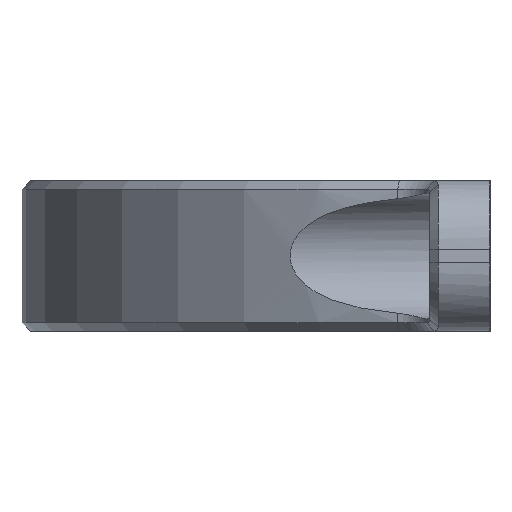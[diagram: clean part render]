
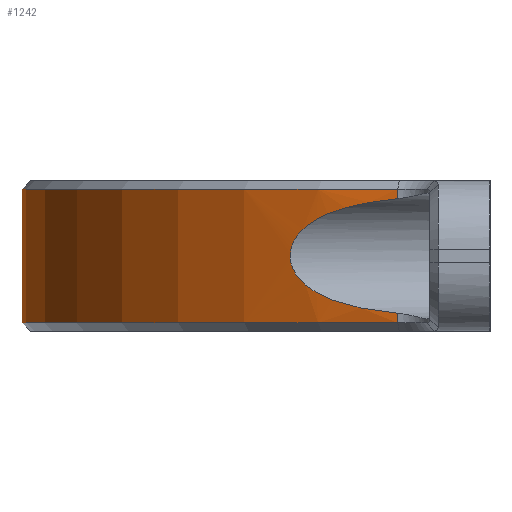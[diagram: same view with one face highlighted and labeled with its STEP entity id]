
A CAD part, left-side view. The second image highlights one B-rep face of the part: STEP entity #1242.
In plain terms, the highlighted cylindrical face has radius 17.45 mm (diameter 34.9 mm), a partial arc.
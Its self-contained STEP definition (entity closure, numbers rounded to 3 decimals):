
#208=CARTESIAN_POINT('',(-17.057,3.683,-2.098));
#209=CARTESIAN_POINT('',(-17.001,3.94,-2.073));
#210=CARTESIAN_POINT('',(-16.885,4.425,-2.015));
#211=CARTESIAN_POINT('',(-16.701,5.071,-1.902));
#212=CARTESIAN_POINT('',(-16.516,5.642,-1.763));
#213=CARTESIAN_POINT('',(-16.337,6.14,-1.595));
#214=CARTESIAN_POINT('',(-16.169,6.568,-1.4));
#215=CARTESIAN_POINT('',(-16.018,6.925,-1.178));
#216=CARTESIAN_POINT('',(-15.891,7.211,
-0.932));
#217=CARTESIAN_POINT('',(-15.793,7.423,
-0.667));
#218=CARTESIAN_POINT('',(-15.728,7.558,
-0.394));
#219=CARTESIAN_POINT('',(-15.699,7.619,
-0.13));
#220=CARTESIAN_POINT('',(-15.699,7.619,0.129));
#221=CARTESIAN_POINT('',(-15.728,7.558,0.394));
#222=CARTESIAN_POINT('',(-15.793,7.423,0.667));
#223=CARTESIAN_POINT('',(-15.891,7.212,0.931));
#224=CARTESIAN_POINT('',(-16.018,6.926,1.178));
#225=CARTESIAN_POINT('',(-16.169,6.568,1.4));
#226=CARTESIAN_POINT('',(-16.337,6.14,1.595));
#227=CARTESIAN_POINT('',(-16.516,5.642,1.763));
#228=CARTESIAN_POINT('',(-16.701,5.071,1.902));
#229=CARTESIAN_POINT('',(-16.885,4.425,2.015));
#230=CARTESIAN_POINT('',(-17.001,3.94,2.073));
#231=CARTESIAN_POINT('',(-17.057,3.683,2.098));
#353=CARTESIAN_POINT('',(0.,0.,-2.45));
#354=DIRECTION('',(0.,0.,1.));
#355=DIRECTION('',(0.952,0.306,0.));
#356=AXIS2_PLACEMENT_3D('',#353,#354,#355);
#358=CARTESIAN_POINT('',(0.,0.,2.45));
#359=DIRECTION('',(0.,0.,-1.));
#360=DIRECTION('',(-0.977,0.211,0.));
#361=AXIS2_PLACEMENT_3D('',#358,#359,#360);
#363=DIRECTION('',(0.,0.,-1.));
#364=VECTOR('',#363,0.352);
#365=CARTESIAN_POINT('',(-17.057,3.683,2.45));
#366=LINE('',#365,#364);
#367=DIRECTION('',(0.,0.,-1.));
#368=VECTOR('',#367,0.352);
#369=CARTESIAN_POINT('',(-17.057,3.683,-2.098));
#370=LINE('',#369,#368);
#458=DIRECTION('',(0.,0.,-1.));
#459=VECTOR('',#458,4.9);
#460=CARTESIAN_POINT('',(16.613,5.341,2.45));
#461=LINE('',#460,#459);
#683=VERTEX_POINT('',#208);
#684=VERTEX_POINT('',#231);
#700=CARTESIAN_POINT('',(16.613,5.341,-2.45));
#702=VERTEX_POINT('',#700);
#707=CARTESIAN_POINT('',(-17.057,3.683,-2.45));
#708=VERTEX_POINT('',#707);
#731=CARTESIAN_POINT('',(-17.057,3.683,2.45));
#732=VERTEX_POINT('',#731);
#735=CARTESIAN_POINT('',(16.613,5.341,2.45));
#736=VERTEX_POINT('',#735);
#1227=CARTESIAN_POINT('',(0.,0.,-3.025));
#1228=DIRECTION('',(0.,0.,1.));
#1229=DIRECTION('',(-1.,0.,0.));
#1230=AXIS2_PLACEMENT_3D('',#1227,#1228,#1229);
#1231=CYLINDRICAL_SURFACE('',#1230,17.45);
#1233=ORIENTED_EDGE('',*,*,#1232,.F.);
#1235=ORIENTED_EDGE('',*,*,#1234,.F.);
#1236=ORIENTED_EDGE('',*,*,#1218,.F.);
#1237=ORIENTED_EDGE('',*,*,#1048,.T.);
#1238=ORIENTED_EDGE('',*,*,#1063,.F.);
#1239=ORIENTED_EDGE('',*,*,#1076,.T.);
#1240=EDGE_LOOP('',(#1233,#1235,#1236,#1237,#1238,#1239));
#1241=FACE_OUTER_BOUND('',#1240,.F.);
#1242=ADVANCED_FACE('',(#1241),#1231,.T.);
#232=B_SPLINE_CURVE_WITH_KNOTS('',3,(#208,#209,#210,#211,#212,#213,#214,#215,
#216,#217,#218,#219,#220,#221,#222,#223,#224,#225,#226,#227,#228,#229,#230,
#231),.UNSPECIFIED.,.F.,.F.,(4,1,1,1,1,1,1,1,1,1,1,1,1,1,1,1,1,1,1,1,1,4),(0.,
0.048,0.095,0.143,0.19,
0.238,0.286,0.333,0.381,
0.429,0.476,0.524,0.571,
0.619,0.667,0.714,0.762,
0.81,0.857,0.905,0.952,1.),
.UNSPECIFIED.);
#357=CIRCLE('',#356,17.45);
#362=CIRCLE('',#361,17.45);
#1048=EDGE_CURVE('',#732,#684,#366,.T.);
#1063=EDGE_CURVE('',#683,#684,#232,.T.);
#1076=EDGE_CURVE('',#683,#708,#370,.T.);
#1218=EDGE_CURVE('',#732,#736,#362,.T.);
#1232=EDGE_CURVE('',#702,#708,#357,.T.);
#1234=EDGE_CURVE('',#736,#702,#461,.T.);
